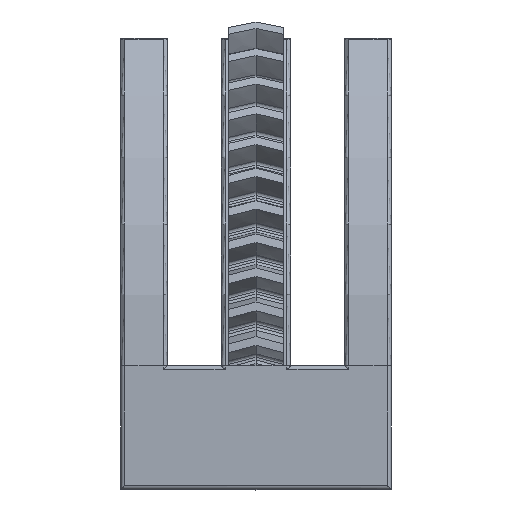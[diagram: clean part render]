
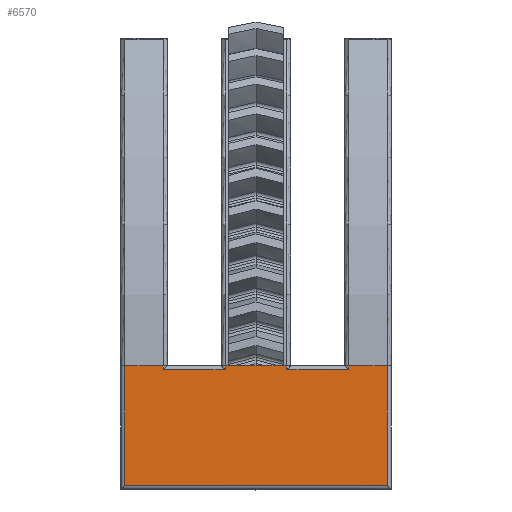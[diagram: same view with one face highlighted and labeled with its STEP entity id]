
A CAD part, left-side view. The second image highlights one B-rep face of the part: STEP entity #6570.
In plain terms, the highlighted planar face has unit normal (-1, 0, 0).
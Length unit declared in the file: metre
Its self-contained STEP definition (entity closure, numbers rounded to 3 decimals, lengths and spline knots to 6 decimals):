
#45=LINE('',#24223,#124);
#46=LINE('',#24227,#125);
#56=LINE('',#24254,#135);
#57=LINE('',#24257,#136);
#58=LINE('',#24259,#137);
#59=LINE('',#24261,#138);
#60=LINE('',#24263,#139);
#61=LINE('',#24265,#140);
#62=LINE('',#24267,#141);
#63=LINE('',#24269,#142);
#64=LINE('',#24271,#143);
#65=LINE('',#24273,#144);
#66=LINE('',#24274,#145);
#67=LINE('',#24275,#146);
#124=VECTOR('',#7797,1.);
#125=VECTOR('',#7802,1.);
#135=VECTOR('',#7822,1.);
#136=VECTOR('',#7823,1.);
#137=VECTOR('',#7824,1.);
#138=VECTOR('',#7825,1.);
#139=VECTOR('',#7826,1.);
#140=VECTOR('',#7827,1.);
#141=VECTOR('',#7828,1.);
#142=VECTOR('',#7829,1.);
#143=VECTOR('',#7830,1.);
#144=VECTOR('',#7831,1.);
#145=VECTOR('',#7832,1.);
#146=VECTOR('',#7833,1.);
#194=PLANE('',#7034);
#2137=ORIENTED_EDGE('',*,*,#3658,.T.);
#2138=ORIENTED_EDGE('',*,*,#3659,.T.);
#2139=ORIENTED_EDGE('',*,*,#3660,.F.);
#2140=ORIENTED_EDGE('',*,*,#3661,.T.);
#2141=ORIENTED_EDGE('',*,*,#3662,.T.);
#2142=ORIENTED_EDGE('',*,*,#3663,.T.);
#2143=ORIENTED_EDGE('',*,*,#3664,.F.);
#2144=ORIENTED_EDGE('',*,*,#3665,.T.);
#2145=ORIENTED_EDGE('',*,*,#3666,.T.);
#2146=ORIENTED_EDGE('',*,*,#3667,.T.);
#2147=ORIENTED_EDGE('',*,*,#3644,.F.);
#2148=ORIENTED_EDGE('',*,*,#3668,.T.);
#2149=ORIENTED_EDGE('',*,*,#3646,.F.);
#2150=ORIENTED_EDGE('',*,*,#3669,.T.);
#3644=EDGE_CURVE('',#4481,#4482,#45,.T.);
#3646=EDGE_CURVE('',#4483,#4484,#46,.T.);
#3658=EDGE_CURVE('',#4495,#4496,#56,.F.);
#3659=EDGE_CURVE('',#4496,#4497,#57,.F.);
#3660=EDGE_CURVE('',#4498,#4497,#58,.T.);
#3661=EDGE_CURVE('',#4498,#4499,#59,.T.);
#3662=EDGE_CURVE('',#4499,#4500,#60,.T.);
#3663=EDGE_CURVE('',#4500,#4501,#61,.F.);
#3664=EDGE_CURVE('',#4502,#4501,#62,.T.);
#3665=EDGE_CURVE('',#4502,#4503,#63,.F.);
#3666=EDGE_CURVE('',#4503,#4504,#64,.F.);
#3667=EDGE_CURVE('',#4504,#4482,#65,.F.);
#3668=EDGE_CURVE('',#4481,#4484,#66,.T.);
#3669=EDGE_CURVE('',#4483,#4495,#67,.T.);
#4481=VERTEX_POINT('',#24222);
#4482=VERTEX_POINT('',#24224);
#4483=VERTEX_POINT('',#24228);
#4484=VERTEX_POINT('',#24229);
#4495=VERTEX_POINT('',#24255);
#4496=VERTEX_POINT('',#24256);
#4497=VERTEX_POINT('',#24258);
#4498=VERTEX_POINT('',#24260);
#4499=VERTEX_POINT('',#24262);
#4500=VERTEX_POINT('',#24264);
#4501=VERTEX_POINT('',#24266);
#4502=VERTEX_POINT('',#24268);
#4503=VERTEX_POINT('',#24270);
#4504=VERTEX_POINT('',#24272);
#5390=EDGE_LOOP('',(#2137,#2138,#2139,#2140,#2141,#2142,#2143,#2144,#2145,
#2146,#2147,#2148,#2149,#2150));
#5818=FACE_BOUND('',#5390,.T.);
#6570=ADVANCED_FACE('',(#5818),#194,.T.);
#7034=AXIS2_PLACEMENT_3D('',#24253,#7820,#7821);
#7797=DIRECTION('',(0.,-1.,0.));
#7802=DIRECTION('',(0.,-1.,0.));
#7820=DIRECTION('',(-1.,0.,0.));
#7821=DIRECTION('',(0.,0.,1.));
#7822=DIRECTION('',(0.,-1.,0.));
#7823=DIRECTION('',(0.,0.,-1.));
#7824=DIRECTION('',(0.,-1.,0.));
#7825=DIRECTION('',(0.,0.,-1.));
#7826=DIRECTION('',(0.,-1.,0.));
#7827=DIRECTION('',(0.,0.,-1.));
#7828=DIRECTION('',(0.,-1.,0.));
#7829=DIRECTION('',(0.,0.,1.));
#7830=DIRECTION('',(0.,-1.,0.));
#7831=DIRECTION('',(0.,0.,-1.));
#7832=DIRECTION('',(0.,1.,0.));
#7833=DIRECTION('',(0.,0.,-1.));
#24222=CARTESIAN_POINT('',(-0.1275,-0.014,0.));
#24223=CARTESIAN_POINT('',(-0.1275,0.002,0.));
#24224=CARTESIAN_POINT('',(-0.1275,-0.015,0.));
#24227=CARTESIAN_POINT('',(-0.1275,0.002,0.));
#24228=CARTESIAN_POINT('',(-0.1275,0.001,0.));
#24229=CARTESIAN_POINT('',(-0.1275,0.,0.));
#24253=CARTESIAN_POINT('',(-0.1275,0.028,-0.016));
#24254=CARTESIAN_POINT('',(-0.1275,0.016,-0.001));
#24255=CARTESIAN_POINT('',(-0.1275,0.001,-0.001));
#24256=CARTESIAN_POINT('',(-0.1275,0.017,-0.001));
#24257=CARTESIAN_POINT('',(-0.1275,0.017,-0.016));
#24258=CARTESIAN_POINT('',(-0.1275,0.017,0.));
#24259=CARTESIAN_POINT('',(-0.1275,0.028,0.));
#24260=CARTESIAN_POINT('',(-0.1275,0.027,0.));
#24261=CARTESIAN_POINT('',(-0.1275,0.027,-0.032));
#24262=CARTESIAN_POINT('',(-0.1275,0.027,-0.031));
#24263=CARTESIAN_POINT('',(-0.1275,0.028,-0.031));
#24264=CARTESIAN_POINT('',(-0.1275,-0.041,-0.031));
#24265=CARTESIAN_POINT('',(-0.1275,-0.041,-0.016));
#24266=CARTESIAN_POINT('',(-0.1275,-0.041,0.));
#24267=CARTESIAN_POINT('',(-0.1275,-0.03,0.));
#24268=CARTESIAN_POINT('',(-0.1275,-0.031,0.));
#24269=CARTESIAN_POINT('',(-0.1275,-0.031,0.));
#24270=CARTESIAN_POINT('',(-0.1275,-0.031,-0.001));
#24271=CARTESIAN_POINT('',(-0.1275,-0.016,-0.001));
#24272=CARTESIAN_POINT('',(-0.1275,-0.015,-0.001));
#24273=CARTESIAN_POINT('',(-0.1275,-0.015,-0.016));
#24274=CARTESIAN_POINT('',(-0.1275,-0.025,0.));
#24275=CARTESIAN_POINT('',(-0.1275,0.001,0.));
